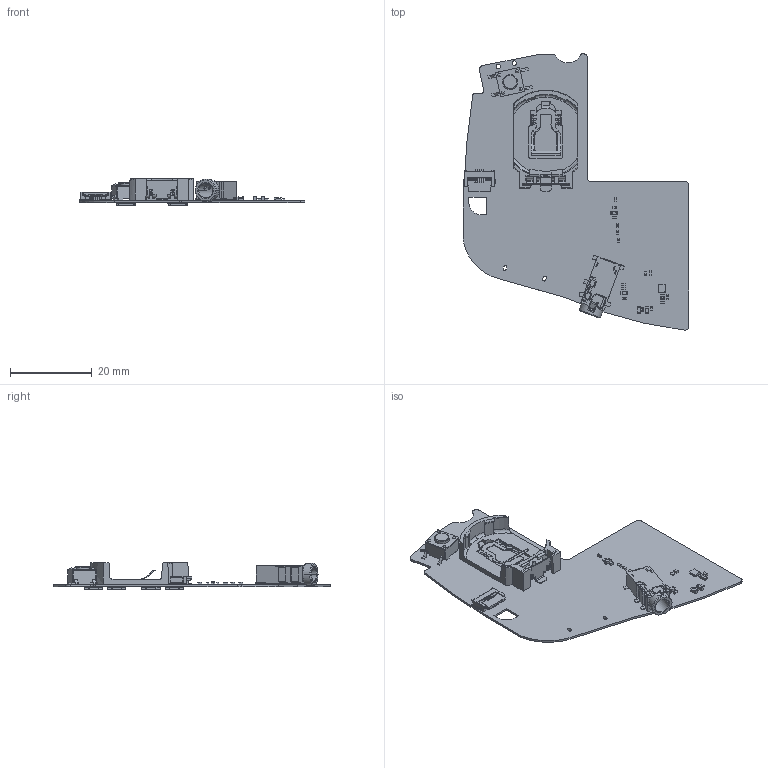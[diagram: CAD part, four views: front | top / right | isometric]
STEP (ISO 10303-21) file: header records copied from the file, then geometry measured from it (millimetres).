
FILE_DESCRIPTION(('KiCad electronic assembly'),'2;1');
FILE_NAME('EastECHO.step','2025-07-27T19:57:05',('Pcbnew'),('Kicad'), 'Open CASCADE STEP processor 7.9','KiCad to STEP converter','Unknown' );
FILE_SCHEMA(('AUTOMOTIVE_DESIGN { 1 0 10303 214 1 1 1 1 }'));
Length unit declared in the file: millimetre
Products named in the file (27): EastECHO 1; C_0603_1608Metric; R_0402_1005Metric; C_0402_1005Metric; SJ2-35364B-SMT-TR; 505110-0592; SOLID; COMPOUND; TXU0104RUTR; SW_Push_1P1T_NO_E-Switch_TL3301NxxxxxG; D_0603_1608Metric; s8421-45r; TL3315NF100Q; EastECHO_PCB
Assembly tree (46 placements, depth 3):
  EastECHO 1
    C_0603_1608Metric  x3
    R_0402_1005Metric  x3
    C_0402_1005Metric  x14
    SJ2-35364B-SMT-TR
    505110-0592
      SOLID
      COMPOUND
    TXU0104RUTR
    SW_Push_1P1T_NO_E-Switch_TL3301NxxxxxG
    D_0603_1608Metric
    s8421-45r
      SOLID
      SOLID
      SOLID
      SOLID
      SOLID
      SOLID
      SOLID
      SOLID
      SOLID
      SOLID
      SOLID
      SOLID
      SOLID
    TL3315NF100Q  x4
    EastECHO_PCB
Bounding box: 55.2 x 67.51 x 6.58 mm (x, y, z)
Volume: 2116.8 mm3; surface area: 7864.4 mm2
Topology: 56 solids, 66 shells, 2840 faces, 7835 edges, 5194 vertices
Faces by surface type: plane 2034, cylinder 740, cone 22, sphere 12, bspline 12, torus 11, revolution 7, extrusion 2
Full cylindrical faces by diameter (mm): 0.75 x4, 1.092 x2, 1.1 x2, 3.5 x1, 3.7 x1
Entity records: 74862 total; most frequent: CARTESIAN_POINT 12601, ORIENTED_EDGE 10848, DIRECTION 10115, EDGE_CURVE 5424, VECTOR 4258, LINE 4256, VERTEX_POINT 3550, AXIS2_PLACEMENT_3D 2925
